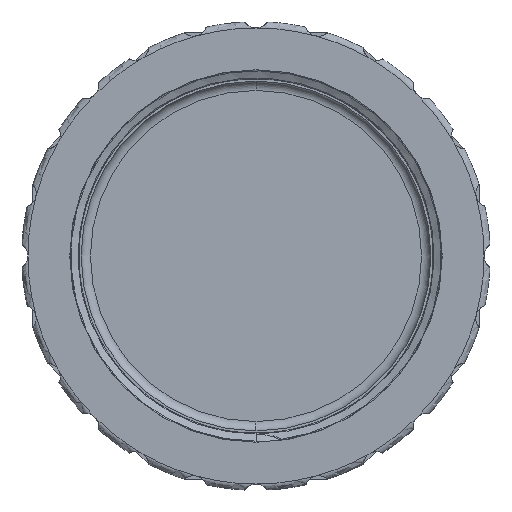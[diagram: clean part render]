
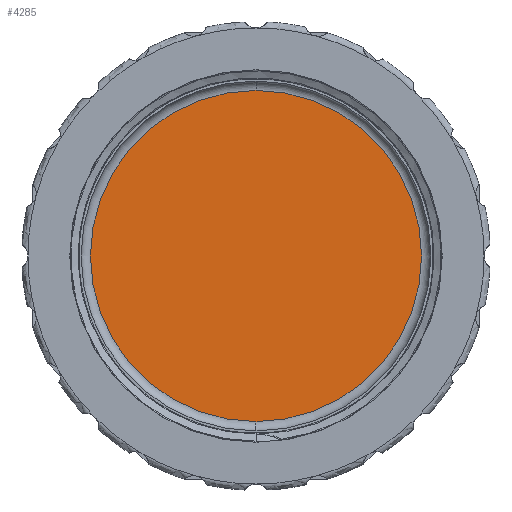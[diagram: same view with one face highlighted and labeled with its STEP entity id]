
A CAD part, left-side view. The second image highlights one B-rep face of the part: STEP entity #4285.
In plain terms, the highlighted planar face has unit normal (-1, 0, 0).
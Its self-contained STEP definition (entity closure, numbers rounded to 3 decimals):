
#575 = CARTESIAN_POINT ( 'NONE',  ( 28.1, 0., 0. ) ) ;
#576 = DIRECTION ( 'NONE',  ( -1., 0., 0. ) ) ;
#577 = DIRECTION ( 'NONE',  ( 0., 0., 1. ) ) ;
#872 = CIRCLE ( 'NONE', #874, 26.5 ) ;
#874 = AXIS2_PLACEMENT_3D ( 'NONE', #575, #576, #577 ) ;
#3289 = CARTESIAN_POINT ( 'NONE',  ( 28.1, 0., 0. ) ) ;
#3292 = FACE_OUTER_BOUND ( 'NONE', #7058, .T. ) ;
#3293 = PLANE ( 'NONE',  #9010 ) ;
#3296 = DIRECTION ( 'NONE',  ( 1., 0., 0. ) ) ;
#3297 = DIRECTION ( 'NONE',  ( 0., 0., -1. ) ) ;
#4285 = ADVANCED_FACE ( 'NONE', ( #3292 ), #3293, .F. ) ;
#4400 = EDGE_CURVE ( 'NONE', #7003, #6997, #9094, .T. ) ;
#6318 = ORIENTED_EDGE ( 'NONE', *, *, #8909, .T. ) ;
#6319 = ORIENTED_EDGE ( 'NONE', *, *, #4400, .T. ) ;
#6997 = VERTEX_POINT ( 'NONE', #9918 ) ;
#7003 = VERTEX_POINT ( 'NONE', #9924 ) ;
#7058 = EDGE_LOOP ( 'NONE', ( #6318, #6319 ) ) ;
#7468 = CARTESIAN_POINT ( 'NONE',  ( 28.1, 0., 0. ) ) ;
#7469 = DIRECTION ( 'NONE',  ( -1., 0., 0. ) ) ;
#7470 = DIRECTION ( 'NONE',  ( 0., 0., 1. ) ) ;
#8909 = EDGE_CURVE ( 'NONE', #6997, #7003, #872, .T. ) ;
#9010 = AXIS2_PLACEMENT_3D ( 'NONE', #3289, #3296, #3297 ) ;
#9094 = CIRCLE ( 'NONE', #9097, 26.5 ) ;
#9097 = AXIS2_PLACEMENT_3D ( 'NONE', #7468, #7469, #7470 ) ;
#9918 = CARTESIAN_POINT ( 'NONE',  ( 28.1, 0., 26.5 ) ) ;
#9924 = CARTESIAN_POINT ( 'NONE',  ( 28.1, 0., -26.5 ) ) ;
